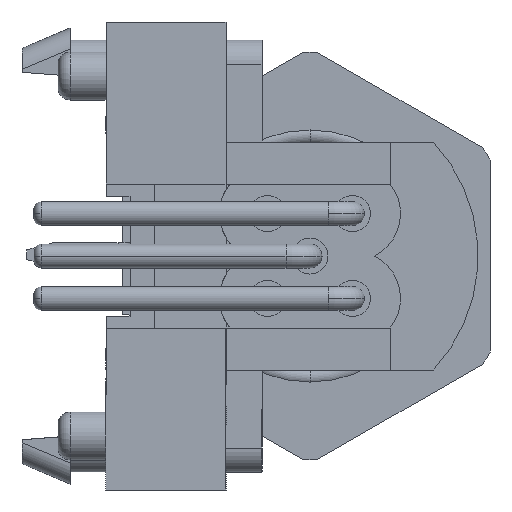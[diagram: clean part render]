
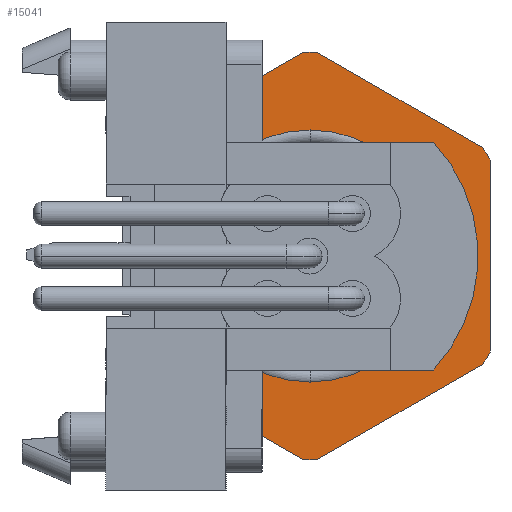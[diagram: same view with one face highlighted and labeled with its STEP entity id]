
A CAD part, left-side view. The second image highlights one B-rep face of the part: STEP entity #15041.
In plain terms, the highlighted planar face has unit normal (-1, 0, 0).
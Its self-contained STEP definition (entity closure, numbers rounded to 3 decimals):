
#162 = CARTESIAN_POINT ( 'NONE',  ( -9.25, 7.214, 4.495 ) ) ;
#481 = CARTESIAN_POINT ( 'NONE',  ( -9.25, -7.214, -4.495 ) ) ;
#539 = DIRECTION ( 'NONE',  ( 0., 0., -1. ) ) ;
#674 = FACE_OUTER_BOUND ( 'NONE', #2977, .T. ) ;
#693 = CARTESIAN_POINT ( 'NONE',  ( -9.25, 0., 0. ) ) ;
#771 = DIRECTION ( 'NONE',  ( -1., 0., 0. ) ) ;
#772 = CIRCLE ( 'NONE', #11373, 8.5 ) ;
#939 = CARTESIAN_POINT ( 'NONE',  ( -9.25, 7.5, 4. ) ) ;
#1002 = VECTOR ( 'NONE', #6671, 1000. ) ;
#1241 = CARTESIAN_POINT ( 'NONE',  ( -9.25, 0., 5.25 ) ) ;
#1257 = VECTOR ( 'NONE', #12038, 1000. ) ;
#1273 = CIRCLE ( 'NONE', #8705, 8.5 ) ;
#1277 = VERTEX_POINT ( 'NONE', #1824 ) ;
#1295 = CARTESIAN_POINT ( 'NONE',  ( -9.25, -7.5, 4. ) ) ;
#1453 = EDGE_CURVE ( 'NONE', #15242, #9171, #16356, .T. ) ;
#1506 = EDGE_CURVE ( 'NONE', #12655, #4149, #13539, .T. ) ;
#1537 = LINE ( 'NONE', #14781, #15590 ) ;
#1580 = CARTESIAN_POINT ( 'NONE',  ( -9.25, 0., 0. ) ) ;
#1599 = ORIENTED_EDGE ( 'NONE', *, *, #5182, .T. ) ;
#1824 = CARTESIAN_POINT ( 'NONE',  ( -9.25, -0.286, -8.495 ) ) ;
#2040 = DIRECTION ( 'NONE',  ( 0., 0., 1. ) ) ;
#2059 = DIRECTION ( 'NONE',  ( 0., 0., 1. ) ) ;
#2342 = AXIS2_PLACEMENT_3D ( 'NONE', #16636, #15246, #6475 ) ;
#2471 = CIRCLE ( 'NONE', #2342, 8.5 ) ;
#2550 = ORIENTED_EDGE ( 'NONE', *, *, #1453, .T. ) ;
#2828 = EDGE_CURVE ( 'NONE', #13391, #12696, #14576, .T. ) ;
#2849 = DIRECTION ( 'NONE',  ( 0., 0., 1. ) ) ;
#2899 = CARTESIAN_POINT ( 'NONE',  ( -9.25, 0., 0. ) ) ;
#2930 = EDGE_CURVE ( 'NONE', #3938, #11588, #3555, .T. ) ;
#2977 = EDGE_LOOP ( 'NONE', ( #2550, #9959, #11710, #14657, #7356, #8177, #11902, #9398, #10621, #8817, #16614, #5462, #1599 ) ) ;
#3464 = CARTESIAN_POINT ( 'NONE',  ( -9.25, 0., 0. ) ) ;
#3555 = LINE ( 'NONE', #8328, #8587 ) ;
#3938 = VERTEX_POINT ( 'NONE', #11959 ) ;
#4025 = VERTEX_POINT ( 'NONE', #481 ) ;
#4026 = EDGE_CURVE ( 'NONE', #4149, #12655, #12606, .T. ) ;
#4149 = VERTEX_POINT ( 'NONE', #15057 ) ;
#4273 = CARTESIAN_POINT ( 'NONE',  ( -9.25, 0., 8.66 ) ) ;
#4275 = DIRECTION ( 'NONE',  ( 0., 0.866, 0.5 ) ) ;
#5182 = EDGE_CURVE ( 'NONE', #4025, #15242, #13337, .T. ) ;
#5379 = CARTESIAN_POINT ( 'NONE',  ( -9.25, 7.5, -4.33 ) ) ;
#5462 = ORIENTED_EDGE ( 'NONE', *, *, #12856, .T. ) ;
#5530 = AXIS2_PLACEMENT_3D ( 'NONE', #7118, #16084, #8413 ) ;
#5608 = ORIENTED_EDGE ( 'NONE', *, *, #1506, .F. ) ;
#5638 = CARTESIAN_POINT ( 'NONE',  ( -9.25, -7.5, -4. ) ) ;
#5673 = DIRECTION ( 'NONE',  ( -1., 0., 0. ) ) ;
#5730 = DIRECTION ( 'NONE',  ( 0., 0., 1. ) ) ;
#5744 = CARTESIAN_POINT ( 'NONE',  ( -9.25, 7.214, -4.495 ) ) ;
#5853 = DIRECTION ( 'NONE',  ( -1., 0., 0. ) ) ;
#5977 = AXIS2_PLACEMENT_3D ( 'NONE', #15881, #5673, #2040 ) ;
#6251 = CARTESIAN_POINT ( 'NONE',  ( -9.25, 0.286, 8.495 ) ) ;
#6286 = EDGE_CURVE ( 'NONE', #11588, #13391, #1273, .T. ) ;
#6419 = VERTEX_POINT ( 'NONE', #939 ) ;
#6475 = DIRECTION ( 'NONE',  ( 0., 0., 1. ) ) ;
#6555 = EDGE_CURVE ( 'NONE', #14190, #8901, #2471, .T. ) ;
#6671 = DIRECTION ( 'NONE',  ( 0., -0.866, -0.5 ) ) ;
#6693 = VECTOR ( 'NONE', #2059, 1000. ) ;
#6834 = EDGE_CURVE ( 'NONE', #12696, #16550, #7519, .T. ) ;
#7118 = CARTESIAN_POINT ( 'NONE',  ( -9.25, 0., 0. ) ) ;
#7356 = ORIENTED_EDGE ( 'NONE', *, *, #2828, .T. ) ;
#7449 = LINE ( 'NONE', #11958, #8218 ) ;
#7519 = LINE ( 'NONE', #4273, #1257 ) ;
#8177 = ORIENTED_EDGE ( 'NONE', *, *, #6834, .T. ) ;
#8218 = VECTOR ( 'NONE', #539, 1000. ) ;
#8328 = CARTESIAN_POINT ( 'NONE',  ( -9.25, -7.5, 4.33 ) ) ;
#8413 = DIRECTION ( 'NONE',  ( 0., 0., 1. ) ) ;
#8417 = CIRCLE ( 'NONE', #5977, 8.5 ) ;
#8587 = VECTOR ( 'NONE', #4275, 1000. ) ;
#8705 = AXIS2_PLACEMENT_3D ( 'NONE', #16206, #771, #13389 ) ;
#8817 = ORIENTED_EDGE ( 'NONE', *, *, #10875, .T. ) ;
#8860 = AXIS2_PLACEMENT_3D ( 'NONE', #3464, #12521, #16316 ) ;
#8862 = DIRECTION ( 'NONE',  ( -1., 0., 0. ) ) ;
#8901 = VERTEX_POINT ( 'NONE', #5744 ) ;
#9171 = VERTEX_POINT ( 'NONE', #1295 ) ;
#9398 = ORIENTED_EDGE ( 'NONE', *, *, #9493, .T. ) ;
#9493 = EDGE_CURVE ( 'NONE', #6419, #14190, #7449, .T. ) ;
#9506 = AXIS2_PLACEMENT_3D ( 'NONE', #2899, #11969, #15650 ) ;
#9653 = AXIS2_PLACEMENT_3D ( 'NONE', #12075, #15979, #15924 ) ;
#9687 = DIRECTION ( 'NONE',  ( 0., -0.866, 0.5 ) ) ;
#9959 = ORIENTED_EDGE ( 'NONE', *, *, #12344, .T. ) ;
#10492 = EDGE_LOOP ( 'NONE', ( #5608, #15776 ) ) ;
#10528 = CARTESIAN_POINT ( 'NONE',  ( -9.25, -0.286, 8.495 ) ) ;
#10621 = ORIENTED_EDGE ( 'NONE', *, *, #6555, .T. ) ;
#10875 = EDGE_CURVE ( 'NONE', #8901, #14354, #15438, .T. ) ;
#11069 = CARTESIAN_POINT ( 'NONE',  ( -9.25, -7.5, -4.33 ) ) ;
#11373 = AXIS2_PLACEMENT_3D ( 'NONE', #13548, #5853, #5730 ) ;
#11490 = AXIS2_PLACEMENT_3D ( 'NONE', #1580, #11701, #2849 ) ;
#11588 = VERTEX_POINT ( 'NONE', #10528 ) ;
#11701 = DIRECTION ( 'NONE',  ( -1., 0., 0. ) ) ;
#11710 = ORIENTED_EDGE ( 'NONE', *, *, #2930, .T. ) ;
#11902 = ORIENTED_EDGE ( 'NONE', *, *, #16175, .T. ) ;
#11958 = CARTESIAN_POINT ( 'NONE',  ( -9.25, 7.5, 4.33 ) ) ;
#11959 = CARTESIAN_POINT ( 'NONE',  ( -9.25, -7.214, 4.495 ) ) ;
#11969 = DIRECTION ( 'NONE',  ( -1., 0., 0. ) ) ;
#12038 = DIRECTION ( 'NONE',  ( 0., 0.866, -0.5 ) ) ;
#12075 = CARTESIAN_POINT ( 'NONE',  ( -9.25, 0., 0. ) ) ;
#12303 = EDGE_CURVE ( 'NONE', #14354, #1277, #772, .T. ) ;
#12344 = EDGE_CURVE ( 'NONE', #9171, #3938, #8417, .T. ) ;
#12521 = DIRECTION ( 'NONE',  ( -1., 0., 0. ) ) ;
#12572 = FACE_BOUND ( 'NONE', #10492, .T. ) ;
#12606 = CIRCLE ( 'NONE', #9653, 5.25 ) ;
#12655 = VERTEX_POINT ( 'NONE', #1241 ) ;
#12696 = VERTEX_POINT ( 'NONE', #6251 ) ;
#12856 = EDGE_CURVE ( 'NONE', #1277, #4025, #1537, .T. ) ;
#13337 = CIRCLE ( 'NONE', #8860, 8.5 ) ;
#13389 = DIRECTION ( 'NONE',  ( 0., 0., 1. ) ) ;
#13391 = VERTEX_POINT ( 'NONE', #15873 ) ;
#13539 = CIRCLE ( 'NONE', #5530, 5.25 ) ;
#13548 = CARTESIAN_POINT ( 'NONE',  ( -9.25, 0., 0. ) ) ;
#14108 = CIRCLE ( 'NONE', #16314, 8.5 ) ;
#14190 = VERTEX_POINT ( 'NONE', #16212 ) ;
#14354 = VERTEX_POINT ( 'NONE', #15094 ) ;
#14576 = CIRCLE ( 'NONE', #11490, 8.5 ) ;
#14657 = ORIENTED_EDGE ( 'NONE', *, *, #6286, .T. ) ;
#14781 = CARTESIAN_POINT ( 'NONE',  ( -9.25, 0., -8.66 ) ) ;
#14903 = DIRECTION ( 'NONE',  ( 0., 0., 1. ) ) ;
#15041 = ADVANCED_FACE ( 'NONE', ( #12572, #674 ), #15758, .T. ) ;
#15057 = CARTESIAN_POINT ( 'NONE',  ( -9.25, 0., -5.25 ) ) ;
#15094 = CARTESIAN_POINT ( 'NONE',  ( -9.25, 0.286, -8.495 ) ) ;
#15242 = VERTEX_POINT ( 'NONE', #5638 ) ;
#15246 = DIRECTION ( 'NONE',  ( -1., 0., 0. ) ) ;
#15438 = LINE ( 'NONE', #5379, #1002 ) ;
#15590 = VECTOR ( 'NONE', #9687, 1000. ) ;
#15650 = DIRECTION ( 'NONE',  ( 0., 0., 1. ) ) ;
#15758 = PLANE ( 'NONE',  #9506 ) ;
#15776 = ORIENTED_EDGE ( 'NONE', *, *, #4026, .F. ) ;
#15873 = CARTESIAN_POINT ( 'NONE',  ( -9.25, 0., 8.5 ) ) ;
#15881 = CARTESIAN_POINT ( 'NONE',  ( -9.25, 0., 0. ) ) ;
#15924 = DIRECTION ( 'NONE',  ( 0., 0., 1. ) ) ;
#15979 = DIRECTION ( 'NONE',  ( -1., 0., 0. ) ) ;
#16084 = DIRECTION ( 'NONE',  ( -1., 0., 0. ) ) ;
#16175 = EDGE_CURVE ( 'NONE', #16550, #6419, #14108, .T. ) ;
#16206 = CARTESIAN_POINT ( 'NONE',  ( -9.25, 0., 0. ) ) ;
#16212 = CARTESIAN_POINT ( 'NONE',  ( -9.25, 7.5, -4. ) ) ;
#16314 = AXIS2_PLACEMENT_3D ( 'NONE', #693, #8862, #14903 ) ;
#16316 = DIRECTION ( 'NONE',  ( 0., 0., 1. ) ) ;
#16356 = LINE ( 'NONE', #11069, #6693 ) ;
#16550 = VERTEX_POINT ( 'NONE', #162 ) ;
#16614 = ORIENTED_EDGE ( 'NONE', *, *, #12303, .T. ) ;
#16636 = CARTESIAN_POINT ( 'NONE',  ( -9.25, 0., 0. ) ) ;
